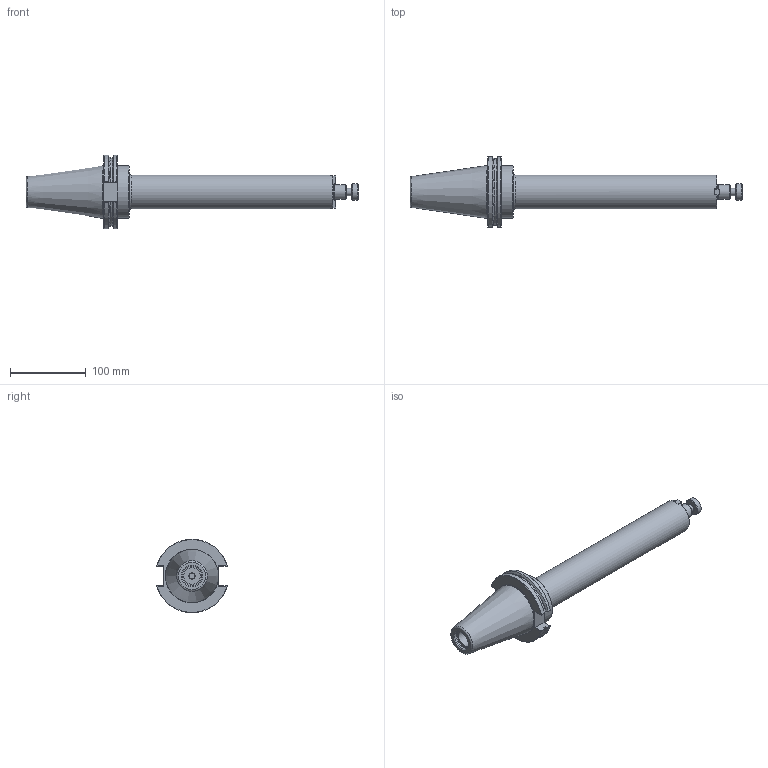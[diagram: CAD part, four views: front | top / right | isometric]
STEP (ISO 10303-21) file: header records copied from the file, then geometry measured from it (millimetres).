
FILE_DESCRIPTION(/* description */ (''),/* implementation_level */ '2;1');
FILE_NAME(/* name */ 'DCAT50-SM075-1200F.stp',/* time_stamp */ '2019-07-24T09:23:00-05:00',/* author */ ('ldfli'),/* organization */ (''),/* preprocessor_version */ 'ST-DEVELOPER v18',/* originating_system */ 'Autodesk Inventor LT',/* authorisation */ '');
FILE_SCHEMA (('AUTOMOTIVE_DESIGN { 1 0 10303 214 3 1 1 }'));
Length unit declared in the file: millimetre
Products named in the file (1): DCAT50-SM075-1200F
Bounding box: 439.62 x 93.8 x 97.14 mm (x, y, z)
Volume: 800783.3 mm3; surface area: 97693.5 mm2
Topology: 4 solids, 4 shells, 198 faces, 500 edges, 329 vertices
Faces by surface type: plane 128, cylinder 35, cone 22, torus 13
Full cylindrical faces by diameter (mm): 2.459 x2, 3 x2, 3.3 x2, 5.5 x2, 5.8 x2, 8.382 x1, 9.53 x1, 10 x1, 13 x1, 18.55 x1, 19.05 x1, 21.971 x1, 22 x1, 26.2 x1, 26.7 x1, 44.57 x1, 69.85 x1, 69.857 x1
Entity records: 6020 total; most frequent: CARTESIAN_POINT 1163, DIRECTION 1028, ORIENTED_EDGE 996, EDGE_CURVE 498, AXIS2_PLACEMENT_3D 376, VERTEX_POINT 329, LINE 276, VECTOR 276
